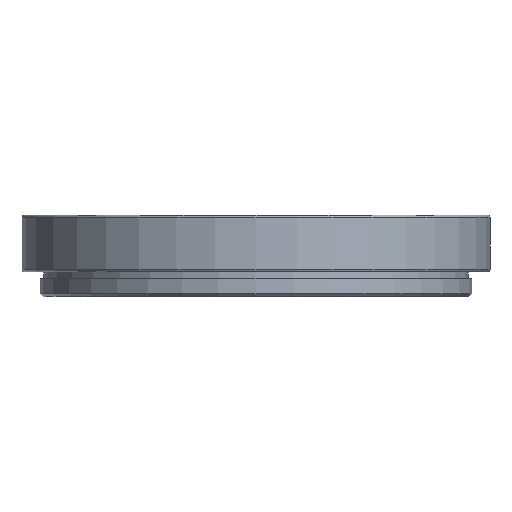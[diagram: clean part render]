
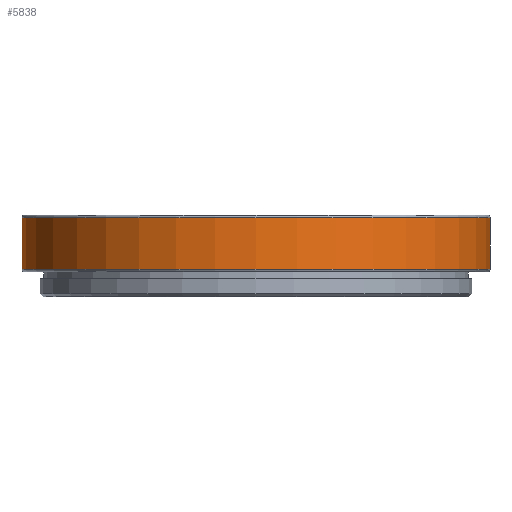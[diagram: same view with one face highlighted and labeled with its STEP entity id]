
A CAD part, front view. The second image highlights one B-rep face of the part: STEP entity #5838.
In plain terms, the highlighted cylindrical face has radius 28 mm (diameter 56 mm), a partial arc.
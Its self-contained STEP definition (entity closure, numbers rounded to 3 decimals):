
#1156 = VECTOR ( 'NONE', #5333, 1000. ) ;
#1178 = CARTESIAN_POINT ( 'NONE',  ( 10.94, 3.647, -1.6 ) ) ;
#2703 = DIRECTION ( 'NONE',  ( 0., 0., -1. ) ) ;
#2989 = FACE_OUTER_BOUND ( 'NONE', #7905, .T. ) ;
#4152 = CARTESIAN_POINT ( 'NONE',  ( -17.06, 3.647, -4.9 ) ) ;
#4384 = DIRECTION ( 'NONE',  ( 0., 0., -1. ) ) ;
#5333 = DIRECTION ( 'NONE',  ( 0., 0., -1. ) ) ;
#5579 = VERTEX_POINT ( 'NONE', #9414 ) ;
#5838 = ADVANCED_FACE ( 'NONE', ( #2989 ), #14531, .T. ) ;
#5905 = DIRECTION ( 'NONE',  ( -1., 0., 0. ) ) ;
#6792 = DIRECTION ( 'NONE',  ( 0., 0., -1. ) ) ;
#6810 = EDGE_CURVE ( 'NONE', #9992, #5579, #9699, .T. ) ;
#7905 = EDGE_LOOP ( 'NONE', ( #12521, #17261, #16197, #14101 ) ) ;
#8334 = DIRECTION ( 'NONE',  ( 0., 0., 1. ) ) ;
#8584 = AXIS2_PLACEMENT_3D ( 'NONE', #4152, #2703, #5905 ) ;
#8771 = CIRCLE ( 'NONE', #17783, 28. ) ;
#8918 = AXIS2_PLACEMENT_3D ( 'NONE', #14149, #8334, #10948 ) ;
#9414 = CARTESIAN_POINT ( 'NONE',  ( -45.06, 3.647, -1.6 ) ) ;
#9699 = LINE ( 'NONE', #18563, #1156 ) ;
#9992 = VERTEX_POINT ( 'NONE', #16941 ) ;
#10948 = DIRECTION ( 'NONE',  ( -1., 0., 0. ) ) ;
#12310 = VECTOR ( 'NONE', #6792, 1000. ) ;
#12521 = ORIENTED_EDGE ( 'NONE', *, *, #16864, .F. ) ;
#12925 = DIRECTION ( 'NONE',  ( 1., 0., 0. ) ) ;
#13188 = CARTESIAN_POINT ( 'NONE',  ( 10.94, 3.647, 4.6 ) ) ;
#13790 = EDGE_CURVE ( 'NONE', #5579, #14520, #14795, .T. ) ;
#14101 = ORIENTED_EDGE ( 'NONE', *, *, #13790, .T. ) ;
#14149 = CARTESIAN_POINT ( 'NONE',  ( -17.06, 3.647, -1.6 ) ) ;
#14439 = CARTESIAN_POINT ( 'NONE',  ( 10.94, 3.647, -4.9 ) ) ;
#14520 = VERTEX_POINT ( 'NONE', #1178 ) ;
#14531 = CYLINDRICAL_SURFACE ( 'NONE', #8584, 28. ) ;
#14795 = CIRCLE ( 'NONE', #8918, 28. ) ;
#16086 = VERTEX_POINT ( 'NONE', #13188 ) ;
#16197 = ORIENTED_EDGE ( 'NONE', *, *, #6810, .T. ) ;
#16864 = EDGE_CURVE ( 'NONE', #16086, #14520, #19024, .T. ) ;
#16941 = CARTESIAN_POINT ( 'NONE',  ( -45.06, 3.647, 4.6 ) ) ;
#17261 = ORIENTED_EDGE ( 'NONE', *, *, #18687, .T. ) ;
#17698 = CARTESIAN_POINT ( 'NONE',  ( -17.06, 3.647, 4.6 ) ) ;
#17783 = AXIS2_PLACEMENT_3D ( 'NONE', #17698, #4384, #12925 ) ;
#18563 = CARTESIAN_POINT ( 'NONE',  ( -45.06, 3.647, -4.9 ) ) ;
#18687 = EDGE_CURVE ( 'NONE', #16086, #9992, #8771, .T. ) ;
#19024 = LINE ( 'NONE', #14439, #12310 ) ;
